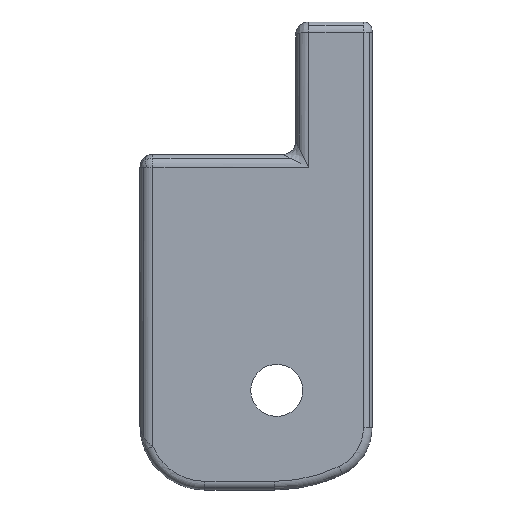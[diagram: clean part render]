
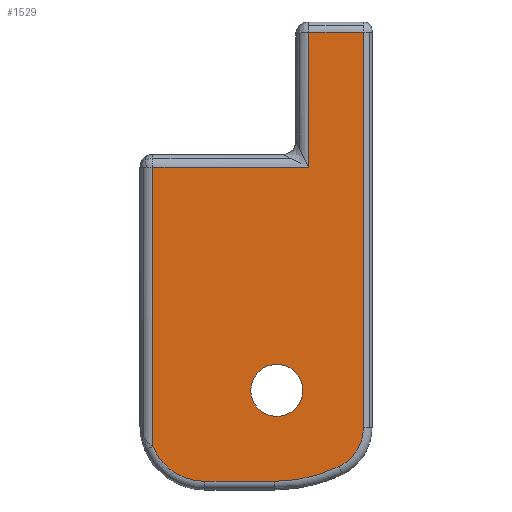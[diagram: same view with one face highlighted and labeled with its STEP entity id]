
A CAD part, left-side view. The second image highlights one B-rep face of the part: STEP entity #1529.
In plain terms, the highlighted planar face has unit normal (-1, 0, 0).
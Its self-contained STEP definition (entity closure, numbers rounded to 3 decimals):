
#100 = ORIENTED_EDGE ( 'NONE', *, *, #6201, .T. ) ;
#152 = LINE ( 'NONE', #3783, #4571 ) ;
#384 = DIRECTION ( 'NONE',  ( -1., 0., 0. ) ) ;
#489 = CIRCLE ( 'NONE', #3364, 1.5 ) ;
#609 = LINE ( 'NONE', #5107, #5706 ) ;
#757 = DIRECTION ( 'NONE',  ( 0., 1., 0. ) ) ;
#807 = DIRECTION ( 'NONE',  ( 0., -1., 0. ) ) ;
#843 = DIRECTION ( 'NONE',  ( 0., 0.924, -0.383 ) ) ;
#924 = CARTESIAN_POINT ( 'NONE',  ( -14.336, 8.463, 0.5 ) ) ;
#1008 = DIRECTION ( 'NONE',  ( -1., 0., 0. ) ) ;
#1159 = CIRCLE ( 'NONE', #5090, 1.5 ) ;
#1351 = CARTESIAN_POINT ( 'NONE',  ( -14.336, -6.55, 12.651 ) ) ;
#1381 = CARTESIAN_POINT ( 'NONE',  ( -14.336, -14.35, 2.864 ) ) ;
#1410 = ORIENTED_EDGE ( 'NONE', *, *, #2523, .T. ) ;
#1416 = DIRECTION ( 'NONE',  ( 0., 0., 1. ) ) ;
#1481 = LINE ( 'NONE', #4987, #3839 ) ;
#1498 = DIRECTION ( 'NONE',  ( 1., 0., 0. ) ) ;
#1529 = ADVANCED_FACE ( 'NONE', ( #5357, #7830 ), #2242, .F. ) ;
#1747 = ORIENTED_EDGE ( 'NONE', *, *, #7297, .F. ) ;
#1757 = EDGE_CURVE ( 'NONE', #5248, #5331, #1481, .T. ) ;
#1910 = VECTOR ( 'NONE', #3877, 1000. ) ;
#2203 = DIRECTION ( 'NONE',  ( 0., 0., -1. ) ) ;
#2235 = ORIENTED_EDGE ( 'NONE', *, *, #1757, .T. ) ;
#2242 = PLANE ( 'NONE',  #5949 ) ;
#2327 = AXIS2_PLACEMENT_3D ( 'NONE', #4593, #384, #2941 ) ;
#2353 = CARTESIAN_POINT ( 'NONE',  ( -14.336, 11.57, 5.629 ) ) ;
#2425 = VERTEX_POINT ( 'NONE', #3797 ) ;
#2523 = EDGE_CURVE ( 'NONE', #7156, #2678, #6761, .T. ) ;
#2562 = CARTESIAN_POINT ( 'NONE',  ( -14.336, -14.35, 3.651 ) ) ;
#2596 = DIRECTION ( 'NONE',  ( 0., 1., 0. ) ) ;
#2678 = VERTEX_POINT ( 'NONE', #2353 ) ;
#2941 = DIRECTION ( 'NONE',  ( 0., 0.894, 0.447 ) ) ;
#3074 = CIRCLE ( 'NONE', #3862, 8.5 ) ;
#3091 = DIRECTION ( 'NONE',  ( 0., 0., 1. ) ) ;
#3145 = ORIENTED_EDGE ( 'NONE', *, *, #4507, .T. ) ;
#3253 = CARTESIAN_POINT ( 'NONE',  ( -14.336, 8.463, 3. ) ) ;
#3273 = ORIENTED_EDGE ( 'NONE', *, *, #5514, .T. ) ;
#3364 = AXIS2_PLACEMENT_3D ( 'NONE', #4610, #7135, #1416 ) ;
#3373 = VECTOR ( 'NONE', #807, 1000. ) ;
#3480 = VERTEX_POINT ( 'NONE', #4325 ) ;
#3566 = EDGE_CURVE ( 'NONE', #2678, #2425, #3074, .T. ) ;
#3698 = CARTESIAN_POINT ( 'NONE',  ( -14.336, 11.57, 9.613 ) ) ;
#3705 = VERTEX_POINT ( 'NONE', #924 ) ;
#3712 = CARTESIAN_POINT ( 'NONE',  ( -14.336, 6.32, 7.001 ) ) ;
#3783 = CARTESIAN_POINT ( 'NONE',  ( -14.336, -1.665, 3.651 ) ) ;
#3797 = CARTESIAN_POINT ( 'NONE',  ( -14.336, 10.711, 1.905 ) ) ;
#3825 = CARTESIAN_POINT ( 'NONE',  ( -14.336, 3.814, 0.5 ) ) ;
#3839 = VECTOR ( 'NONE', #757, 1000. ) ;
#3862 = AXIS2_PLACEMENT_3D ( 'NONE', #5752, #4954, #843 ) ;
#3877 = DIRECTION ( 'NONE',  ( 0., 0., 1. ) ) ;
#4020 = CIRCLE ( 'NONE', #5198, 2.5 ) ;
#4325 = CARTESIAN_POINT ( 'NONE',  ( -14.336, -6.55, 3.651 ) ) ;
#4444 = DIRECTION ( 'NONE',  ( 1., 0., 0. ) ) ;
#4494 = LINE ( 'NONE', #1381, #1910 ) ;
#4507 = EDGE_CURVE ( 'NONE', #7833, #7112, #4494, .T. ) ;
#4571 = VECTOR ( 'NONE', #2596, 1000. ) ;
#4593 = CARTESIAN_POINT ( 'NONE',  ( -14.336, 8.32, 9.651 ) ) ;
#4610 = CARTESIAN_POINT ( 'NONE',  ( -14.336, 6.32, 5.501 ) ) ;
#4701 = DIRECTION ( 'NONE',  ( 0., 0., 1. ) ) ;
#4757 = VERTEX_POINT ( 'NONE', #6041 ) ;
#4918 = EDGE_CURVE ( 'NONE', #3480, #5248, #609, .T. ) ;
#4954 = DIRECTION ( 'NONE',  ( -1., 0., 0. ) ) ;
#4987 = CARTESIAN_POINT ( 'NONE',  ( -14.336, -9.207, 12.651 ) ) ;
#5017 = EDGE_CURVE ( 'NONE', #4757, #6748, #489, .T. ) ;
#5066 = CIRCLE ( 'NONE', #2327, 3.25 ) ;
#5086 = ORIENTED_EDGE ( 'NONE', *, *, #3566, .T. ) ;
#5090 = AXIS2_PLACEMENT_3D ( 'NONE', #5878, #1008, #4701 ) ;
#5106 = CARTESIAN_POINT ( 'NONE',  ( -14.336, 11.57, 9.651 ) ) ;
#5107 = CARTESIAN_POINT ( 'NONE',  ( -14.336, -6.55, 2.863 ) ) ;
#5122 = EDGE_LOOP ( 'NONE', ( #1747, #6022 ) ) ;
#5198 = AXIS2_PLACEMENT_3D ( 'NONE', #3253, #4444, #6922 ) ;
#5248 = VERTEX_POINT ( 'NONE', #1351 ) ;
#5331 = VERTEX_POINT ( 'NONE', #6910 ) ;
#5357 = FACE_BOUND ( 'NONE', #5122, .T. ) ;
#5417 = VECTOR ( 'NONE', #8023, 1000. ) ;
#5514 = EDGE_CURVE ( 'NONE', #5331, #7156, #5066, .T. ) ;
#5706 = VECTOR ( 'NONE', #3091, 1000. ) ;
#5752 = CARTESIAN_POINT ( 'NONE',  ( -14.336, 3.07, 5.629 ) ) ;
#5781 = EDGE_CURVE ( 'NONE', #3705, #2425, #4020, .T. ) ;
#5831 = LINE ( 'NONE', #3825, #3373 ) ;
#5878 = CARTESIAN_POINT ( 'NONE',  ( -14.336, 6.32, 5.501 ) ) ;
#5949 = AXIS2_PLACEMENT_3D ( 'NONE', #7662, #1498, #2203 ) ;
#6022 = ORIENTED_EDGE ( 'NONE', *, *, #5017, .F. ) ;
#6041 = CARTESIAN_POINT ( 'NONE',  ( -14.336, 6.32, 4.001 ) ) ;
#6141 = CARTESIAN_POINT ( 'NONE',  ( -14.336, -14.35, 0.5 ) ) ;
#6180 = ORIENTED_EDGE ( 'NONE', *, *, #7565, .T. ) ;
#6201 = EDGE_CURVE ( 'NONE', #3705, #7833, #5831, .T. ) ;
#6748 = VERTEX_POINT ( 'NONE', #3712 ) ;
#6761 = LINE ( 'NONE', #3698, #5417 ) ;
#6910 = CARTESIAN_POINT ( 'NONE',  ( -14.336, 9.57, 12.651 ) ) ;
#6912 = ORIENTED_EDGE ( 'NONE', *, *, #4918, .T. ) ;
#6922 = DIRECTION ( 'NONE',  ( 0., 0.53, -0.848 ) ) ;
#7112 = VERTEX_POINT ( 'NONE', #2562 ) ;
#7135 = DIRECTION ( 'NONE',  ( -1., 0., 0. ) ) ;
#7156 = VERTEX_POINT ( 'NONE', #5106 ) ;
#7297 = EDGE_CURVE ( 'NONE', #6748, #4757, #1159, .T. ) ;
#7320 = ORIENTED_EDGE ( 'NONE', *, *, #5781, .F. ) ;
#7340 = EDGE_LOOP ( 'NONE', ( #7320, #100, #3145, #6180, #6912, #2235, #3273, #1410, #5086 ) ) ;
#7565 = EDGE_CURVE ( 'NONE', #7112, #3480, #152, .T. ) ;
#7662 = CARTESIAN_POINT ( 'NONE',  ( -14.336, -2.115, 5.826 ) ) ;
#7830 = FACE_OUTER_BOUND ( 'NONE', #7340, .T. ) ;
#7833 = VERTEX_POINT ( 'NONE', #6141 ) ;
#8023 = DIRECTION ( 'NONE',  ( 0., 0., -1. ) ) ;
